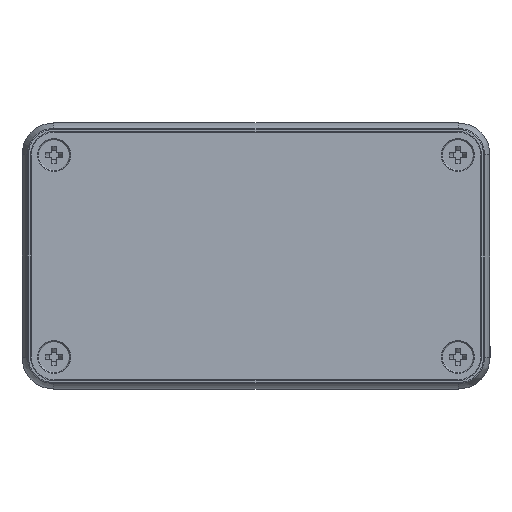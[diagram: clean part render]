
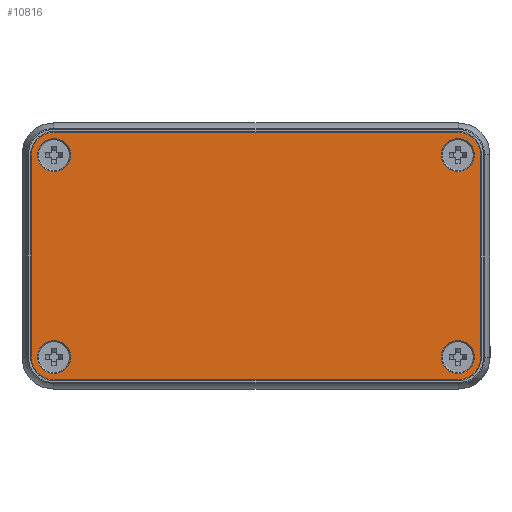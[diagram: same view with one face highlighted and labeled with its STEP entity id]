
A CAD part, left-side view. The second image highlights one B-rep face of the part: STEP entity #10816.
In plain terms, the highlighted face is planar.
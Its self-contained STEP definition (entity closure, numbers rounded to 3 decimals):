
#10409=CARTESIAN_POINT('',(37.885,-17.51,1.5));
#10410=VERTEX_POINT('',#10409);
#10411=CARTESIAN_POINT('',(35.01,-17.51,1.5));
#10412=DIRECTION('',(0.0,0.0,-1.0));
#10413=DIRECTION('',(1.0,0.0,0.0));
#10414=AXIS2_PLACEMENT_3D('',#10411,#10412,#10413);
#10415=CIRCLE('',#10414,2.875);
#10416=EDGE_CURVE('',#10410,#10410,#10415,.T.);
#10437=CARTESIAN_POINT('',(-32.135,17.51,1.5));
#10438=VERTEX_POINT('',#10437);
#10439=CARTESIAN_POINT('',(-35.01,17.51,1.5));
#10440=DIRECTION('',(0.0,0.0,-1.0));
#10441=DIRECTION('',(1.0,0.0,0.0));
#10442=AXIS2_PLACEMENT_3D('',#10439,#10440,#10441);
#10443=CIRCLE('',#10442,2.875);
#10444=EDGE_CURVE('',#10438,#10438,#10443,.T.);
#10465=CARTESIAN_POINT('',(37.885,17.51,1.5));
#10466=VERTEX_POINT('',#10465);
#10467=CARTESIAN_POINT('',(35.01,17.51,1.5));
#10468=DIRECTION('',(0.0,0.0,-1.0));
#10469=DIRECTION('',(1.0,0.0,0.0));
#10470=AXIS2_PLACEMENT_3D('',#10467,#10468,#10469);
#10471=CIRCLE('',#10470,2.875);
#10472=EDGE_CURVE('',#10466,#10466,#10471,.T.);
#10493=CARTESIAN_POINT('',(-32.135,-17.51,1.5));
#10494=VERTEX_POINT('',#10493);
#10495=CARTESIAN_POINT('',(-35.01,-17.51,1.5));
#10496=DIRECTION('',(0.0,0.0,-1.0));
#10497=DIRECTION('',(1.0,0.0,0.0));
#10498=AXIS2_PLACEMENT_3D('',#10495,#10496,#10497);
#10499=CIRCLE('',#10498,2.875);
#10500=EDGE_CURVE('',#10494,#10494,#10499,.T.);
#10510=CARTESIAN_POINT('',(-34.975,21.465,1.5));
#10511=VERTEX_POINT('',#10510);
#10512=CARTESIAN_POINT('',(34.975,21.465,1.5));
#10513=VERTEX_POINT('',#10512);
#10514=CARTESIAN_POINT('',(-34.975,21.465,1.5));
#10515=DIRECTION('',(1.0,0.0,0.0));
#10516=VECTOR('',#10515,69.95);
#10517=LINE('',#10514,#10516);
#10518=EDGE_CURVE('',#10511,#10513,#10517,.T.);
#10550=CARTESIAN_POINT('',(38.965,17.475,1.5));
#10551=VERTEX_POINT('',#10550);
#10552=CARTESIAN_POINT('',(34.975,17.475,1.5));
#10553=DIRECTION('',(0.0,0.0,-1.0));
#10554=DIRECTION('',(1.0,0.0,0.0));
#10555=AXIS2_PLACEMENT_3D('',#10552,#10553,#10554);
#10556=CIRCLE('',#10555,3.99);
#10557=EDGE_CURVE('',#10513,#10551,#10556,.T.);
#10583=CARTESIAN_POINT('',(38.965,-17.475,1.5));
#10584=VERTEX_POINT('',#10583);
#10585=CARTESIAN_POINT('',(38.965,17.475,1.5));
#10586=DIRECTION('',(0.0,-1.0,0.0));
#10587=VECTOR('',#10586,34.95);
#10588=LINE('',#10585,#10587);
#10589=EDGE_CURVE('',#10551,#10584,#10588,.T.);
#10614=CARTESIAN_POINT('',(34.975,-21.465,1.5));
#10615=VERTEX_POINT('',#10614);
#10616=CARTESIAN_POINT('',(34.975,-17.475,1.5));
#10617=DIRECTION('',(0.0,0.0,-1.0));
#10618=DIRECTION('',(0.0,-1.0,0.0));
#10619=AXIS2_PLACEMENT_3D('',#10616,#10617,#10618);
#10620=CIRCLE('',#10619,3.99);
#10621=EDGE_CURVE('',#10584,#10615,#10620,.T.);
#10647=CARTESIAN_POINT('',(-34.975,-21.465,1.5));
#10648=VERTEX_POINT('',#10647);
#10649=CARTESIAN_POINT('',(34.975,-21.465,1.5));
#10650=DIRECTION('',(-1.0,0.0,0.0));
#10651=VECTOR('',#10650,69.95);
#10652=LINE('',#10649,#10651);
#10653=EDGE_CURVE('',#10615,#10648,#10652,.T.);
#10678=CARTESIAN_POINT('',(-38.965,-17.475,1.5));
#10679=VERTEX_POINT('',#10678);
#10680=CARTESIAN_POINT('',(-34.975,-17.475,1.5));
#10681=DIRECTION('',(0.0,0.0,-1.0));
#10682=DIRECTION('',(-1.0,0.0,0.0));
#10683=AXIS2_PLACEMENT_3D('',#10680,#10681,#10682);
#10684=CIRCLE('',#10683,3.99);
#10685=EDGE_CURVE('',#10648,#10679,#10684,.T.);
#10711=CARTESIAN_POINT('',(-38.965,17.475,1.5));
#10712=VERTEX_POINT('',#10711);
#10713=CARTESIAN_POINT('',(-38.965,-17.475,1.5));
#10714=DIRECTION('',(0.0,1.0,0.0));
#10715=VECTOR('',#10714,34.95);
#10716=LINE('',#10713,#10715);
#10717=EDGE_CURVE('',#10679,#10712,#10716,.T.);
#10742=CARTESIAN_POINT('',(-34.975,17.475,1.5));
#10743=DIRECTION('',(0.0,0.0,-1.0));
#10744=DIRECTION('',(0.0,1.0,0.0));
#10745=AXIS2_PLACEMENT_3D('',#10742,#10743,#10744);
#10746=CIRCLE('',#10745,3.99);
#10747=EDGE_CURVE('',#10712,#10511,#10746,.T.);
#10789=CARTESIAN_POINT('',(0.,0.,1.5));
#10790=DIRECTION('',(0.0,0.0,1.0));
#10791=DIRECTION('',(1.0,0.0,0.0));
#10792=AXIS2_PLACEMENT_3D('',#10789,#10790,#10791);
#10793=PLANE('',#10792);
#10794=ORIENTED_EDGE('',*,*,#10518,.F.);
#10795=ORIENTED_EDGE('',*,*,#10747,.F.);
#10796=ORIENTED_EDGE('',*,*,#10717,.F.);
#10797=ORIENTED_EDGE('',*,*,#10685,.F.);
#10798=ORIENTED_EDGE('',*,*,#10653,.F.);
#10799=ORIENTED_EDGE('',*,*,#10621,.F.);
#10800=ORIENTED_EDGE('',*,*,#10589,.F.);
#10801=ORIENTED_EDGE('',*,*,#10557,.F.);
#10802=EDGE_LOOP('',(#10794,#10795,#10796,#10797,#10798,#10799,#10800,#10801));
#10803=FACE_OUTER_BOUND('',#10802,.T.);
#10804=ORIENTED_EDGE('',*,*,#10416,.T.);
#10805=EDGE_LOOP('',(#10804));
#10806=FACE_BOUND('',#10805,.T.);
#10807=ORIENTED_EDGE('',*,*,#10444,.T.);
#10808=EDGE_LOOP('',(#10807));
#10809=FACE_BOUND('',#10808,.T.);
#10810=ORIENTED_EDGE('',*,*,#10472,.T.);
#10811=EDGE_LOOP('',(#10810));
#10812=FACE_BOUND('',#10811,.T.);
#10813=ORIENTED_EDGE('',*,*,#10500,.T.);
#10814=EDGE_LOOP('',(#10813));
#10815=FACE_BOUND('',#10814,.T.);
#10816=ADVANCED_FACE('',(#10803,#10806,#10809,#10812,#10815),#10793,.T.);
